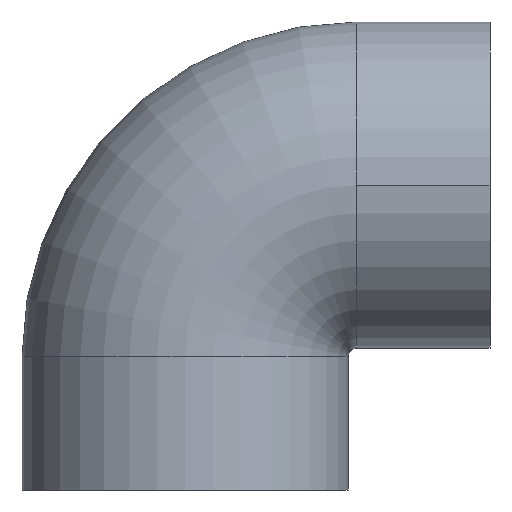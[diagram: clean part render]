
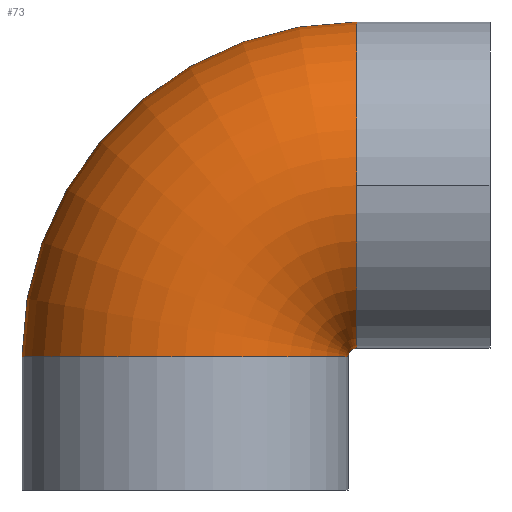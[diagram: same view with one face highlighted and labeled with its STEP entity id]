
A CAD part, front view. The second image highlights one B-rep face of the part: STEP entity #73.
In plain terms, the highlighted toroidal (fillet/blend) face has major radius 40 mm and minor radius 38 mm.
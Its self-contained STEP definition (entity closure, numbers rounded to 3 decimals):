
#73=ADVANCED_FACE('',(#145),#146,.T.);
#145=FACE_OUTER_BOUND('',#211,.T.);
#146=TOROIDAL_SURFACE('',#212,40.0,38.0);
#211=EDGE_LOOP('',(#350,#351,#352,#353,#354));
#212=AXIS2_PLACEMENT_3D('',#355,#356,#357);
#350=ORIENTED_EDGE('',*,*,#376,.T.);
#351=ORIENTED_EDGE('',*,*,#429,.T.);
#352=ORIENTED_EDGE('',*,*,#379,.T.);
#353=ORIENTED_EDGE('',*,*,#426,.T.);
#354=ORIENTED_EDGE('',*,*,#393,.T.);
#355=CARTESIAN_POINT('',(40.0,0.,31.0));
#356=DIRECTION('',(0.0,-1.0,0.0));
#357=DIRECTION('',(0.0,0.0,-1.0));
#376=EDGE_CURVE('',#435,#436,#437,.T.);
#379=EDGE_CURVE('',#442,#440,#443,.T.);
#393=EDGE_CURVE('',#465,#435,#466,.T.);
#426=EDGE_CURVE('',#440,#465,#511,.T.);
#429=EDGE_CURVE('',#436,#442,#514,.T.);
#435=VERTEX_POINT('',#520);
#436=VERTEX_POINT('',#521);
#437=CIRCLE('',#522,78.0);
#440=VERTEX_POINT('',#525);
#442=VERTEX_POINT('',#527);
#443=CIRCLE('',#528,2.0);
#465=VERTEX_POINT('',#618);
#466=CIRCLE('',#619,38.0);
#511=CIRCLE('',#736,38.0);
#514=CIRCLE('',#739,38.0);
#520=CARTESIAN_POINT('',(40.0,0.,109.0));
#521=CARTESIAN_POINT('',(-38.0,0.0,31.0));
#522=AXIS2_PLACEMENT_3D('',#744,#745,#746);
#525=CARTESIAN_POINT('',(40.0,0.0,33.0));
#527=CARTESIAN_POINT('',(38.0,0.,31.0));
#528=AXIS2_PLACEMENT_3D('',#753,#754,#755);
#618=CARTESIAN_POINT('',(40.0,-38.0,71.0));
#619=AXIS2_PLACEMENT_3D('',#777,#778,#779);
#736=AXIS2_PLACEMENT_3D('',#829,#830,#831);
#739=AXIS2_PLACEMENT_3D('',#832,#833,#834);
#744=CARTESIAN_POINT('',(40.0,0.,31.0));
#745=DIRECTION('',(0.0,-1.0,0.0));
#746=DIRECTION('',(0.0,0.0,-1.0));
#753=CARTESIAN_POINT('',(40.0,0.,31.0));
#754=DIRECTION('',(-0.0,1.0,0.0));
#755=DIRECTION('',(0.0,0.0,-1.0));
#777=CARTESIAN_POINT('',(40.0,0.,71.0));
#778=DIRECTION('',(-1.0,-0.0,0.0));
#779=DIRECTION('',(0.0,0.,-1.0));
#829=CARTESIAN_POINT('',(40.0,0.,71.0));
#830=DIRECTION('',(-1.0,-0.0,0.0));
#831=DIRECTION('',(0.0,0.,-1.0));
#832=CARTESIAN_POINT('',(0.0,0.0,31.0));
#833=DIRECTION('',(0.0,0.0,1.0));
#834=DIRECTION('',(-1.0,0.0,0.0));
